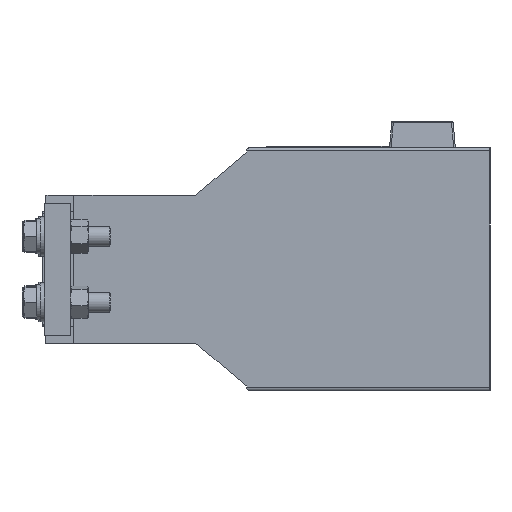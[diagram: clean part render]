
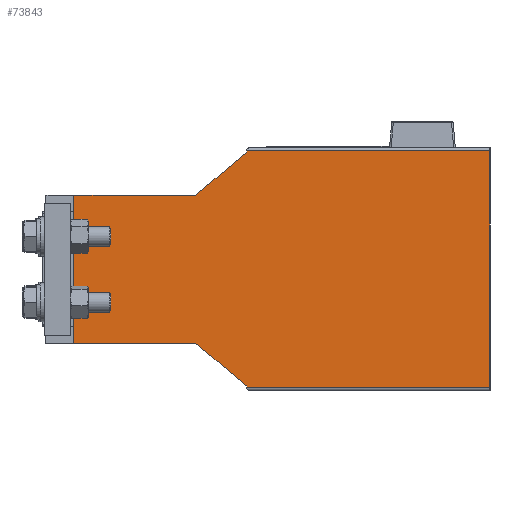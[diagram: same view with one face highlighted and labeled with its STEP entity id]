
A CAD part, left-side view. The second image highlights one B-rep face of the part: STEP entity #73843.
In plain terms, the highlighted planar face has unit normal (-1, 0, 0).
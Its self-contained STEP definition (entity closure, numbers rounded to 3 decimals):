
#1506 = ORIENTED_EDGE ( 'NONE', *, *, #168247, .F. ) ;
#2443 = VERTEX_POINT ( 'NONE', #46093 ) ;
#3559 = CARTESIAN_POINT ( 'NONE',  ( -131., 0., 74. ) ) ;
#4257 = ORIENTED_EDGE ( 'NONE', *, *, #14870, .T. ) ;
#5452 = VECTOR ( 'NONE', #64135, 1000. ) ;
#5667 = DIRECTION ( 'NONE',  ( 0., 0., 1. ) ) ;
#11566 = CARTESIAN_POINT ( 'NONE',  ( -131., 148., -71. ) ) ;
#12385 = ORIENTED_EDGE ( 'NONE', *, *, #123152, .T. ) ;
#13177 = CARTESIAN_POINT ( 'NONE',  ( -131., 148., -71. ) ) ;
#14289 = VERTEX_POINT ( 'NONE', #139068 ) ;
#14870 = EDGE_CURVE ( 'NONE', #2443, #53163, #43637, .T. ) ;
#19236 = DIRECTION ( 'NONE',  ( 0., 0., -1. ) ) ;
#21251 = LINE ( 'NONE', #39748, #67511 ) ;
#22641 = CARTESIAN_POINT ( 'NONE',  ( -131., 145.867, 71.867 ) ) ;
#25673 = DIRECTION ( 'NONE',  ( 0., 0., 1. ) ) ;
#25674 = EDGE_CURVE ( 'NONE', #155463, #64468, #129670, .T. ) ;
#29714 = ORIENTED_EDGE ( 'NONE', *, *, #198439, .F. ) ;
#32702 = EDGE_CURVE ( 'NONE', #195530, #53163, #21251, .T. ) ;
#37749 = VERTEX_POINT ( 'NONE', #170856 ) ;
#38166 = DIRECTION ( 'NONE',  ( 0., 0., 1. ) ) ;
#39748 = CARTESIAN_POINT ( 'NONE',  ( -131., 270., -45. ) ) ;
#43637 = LINE ( 'NONE', #76833, #85188 ) ;
#46093 = CARTESIAN_POINT ( 'NONE',  ( -131., 253., 45. ) ) ;
#46923 = AXIS2_PLACEMENT_3D ( 'NONE', #22641, #131455, #38166 ) ;
#51604 = CARTESIAN_POINT ( 'NONE',  ( -131., 253., -45. ) ) ;
#53163 = VERTEX_POINT ( 'NONE', #51604 ) ;
#55543 = CARTESIAN_POINT ( 'NONE',  ( -131., 148., -71.867 ) ) ;
#59262 = CARTESIAN_POINT ( 'NONE',  ( -131., 148., 71. ) ) ;
#60154 = CARTESIAN_POINT ( 'NONE',  ( -131., 270., 45. ) ) ;
#60865 = DIRECTION ( 'NONE',  ( 1., 0., 0. ) ) ;
#63524 = LINE ( 'NONE', #67662, #141400 ) ;
#64135 = DIRECTION ( 'NONE',  ( 0., -0.766, 0.643 ) ) ;
#64468 = VERTEX_POINT ( 'NONE', #59262 ) ;
#65504 = VERTEX_POINT ( 'NONE', #13177 ) ;
#66315 = CARTESIAN_POINT ( 'NONE',  ( -131., 145.867, 71.867 ) ) ;
#67511 = VECTOR ( 'NONE', #164414, 1000. ) ;
#67662 = CARTESIAN_POINT ( 'NONE',  ( -131., 148., 71.867 ) ) ;
#68845 = EDGE_LOOP ( 'NONE', ( #12385, #196561, #29714, #86690, #1506, #128793, #181106, #4257, #75128, #128737, #128861, #110730 ) ) ;
#69827 = EDGE_CURVE ( 'NONE', #2443, #155463, #104328, .T. ) ;
#70389 = VERTEX_POINT ( 'NONE', #158761 ) ;
#73019 = CARTESIAN_POINT ( 'NONE',  ( -131., 169., -72. ) ) ;
#73408 = VECTOR ( 'NONE', #135613, 1000. ) ;
#73843 = ADVANCED_FACE ( 'NONE', ( #74933 ), #159550, .T. ) ;
#74196 = DIRECTION ( 'NONE',  ( 0., 0.766, 0.643 ) ) ;
#74479 = EDGE_CURVE ( 'NONE', #135548, #139137, #152449, .T. ) ;
#74933 = FACE_OUTER_BOUND ( 'NONE', #68845, .T. ) ;
#75128 = ORIENTED_EDGE ( 'NONE', *, *, #32702, .F. ) ;
#76833 = CARTESIAN_POINT ( 'NONE',  ( -131., 253., 71.867 ) ) ;
#81913 = DIRECTION ( 'NONE',  ( -1., 0., 0. ) ) ;
#82569 = EDGE_CURVE ( 'NONE', #37749, #142560, #172041, .T. ) ;
#85188 = VECTOR ( 'NONE', #170179, 1000. ) ;
#86690 = ORIENTED_EDGE ( 'NONE', *, *, #74479, .F. ) ;
#90121 = CARTESIAN_POINT ( 'NONE',  ( -131., 178.986, -45. ) ) ;
#98210 = EDGE_CURVE ( 'NONE', #14289, #70389, #180038, .T. ) ;
#104328 = LINE ( 'NONE', #60154, #187201 ) ;
#110730 = ORIENTED_EDGE ( 'NONE', *, *, #82569, .F. ) ;
#116899 = EDGE_CURVE ( 'NONE', #142560, #65504, #123597, .T. ) ;
#117446 = CARTESIAN_POINT ( 'NONE',  ( -131., 178.986, 45. ) ) ;
#119666 = LINE ( 'NONE', #73019, #73408 ) ;
#122727 = DIRECTION ( 'NONE',  ( 0., -1., 0. ) ) ;
#123152 = EDGE_CURVE ( 'NONE', #37749, #70389, #119666, .T. ) ;
#123597 = LINE ( 'NONE', #55543, #160183 ) ;
#128639 = VECTOR ( 'NONE', #74196, 1000. ) ;
#128737 = ORIENTED_EDGE ( 'NONE', *, *, #179869, .F. ) ;
#128793 = ORIENTED_EDGE ( 'NONE', *, *, #25674, .F. ) ;
#128861 = ORIENTED_EDGE ( 'NONE', *, *, #116899, .F. ) ;
#129670 = LINE ( 'NONE', #141684, #5452 ) ;
#131455 = DIRECTION ( 'NONE',  ( 1., 0., 0. ) ) ;
#131623 = DIRECTION ( 'NONE',  ( 0., -1., 0. ) ) ;
#135548 = VERTEX_POINT ( 'NONE', #194640 ) ;
#135613 = DIRECTION ( 'NONE',  ( 0., -1., 0. ) ) ;
#138521 = VECTOR ( 'NONE', #19236, 1000. ) ;
#139068 = CARTESIAN_POINT ( 'NONE',  ( -131., 0., 72. ) ) ;
#139137 = VERTEX_POINT ( 'NONE', #145932 ) ;
#141400 = VECTOR ( 'NONE', #5667, 1000. ) ;
#141684 = CARTESIAN_POINT ( 'NONE',  ( -131., 148., 71. ) ) ;
#142560 = VERTEX_POINT ( 'NONE', #144978 ) ;
#144978 = CARTESIAN_POINT ( 'NONE',  ( -131., 148., -71.867 ) ) ;
#145932 = CARTESIAN_POINT ( 'NONE',  ( -131., 147.996, 72. ) ) ;
#152449 = CIRCLE ( 'NONE', #46923, 2.133 ) ;
#154081 = CARTESIAN_POINT ( 'NONE',  ( -131., 145.867, -71.867 ) ) ;
#155463 = VERTEX_POINT ( 'NONE', #117446 ) ;
#158761 = CARTESIAN_POINT ( 'NONE',  ( -131., 0., -72. ) ) ;
#159550 = PLANE ( 'NONE',  #198246 ) ;
#160183 = VECTOR ( 'NONE', #25673, 1000. ) ;
#160662 = AXIS2_PLACEMENT_3D ( 'NONE', #154081, #60865, #169814 ) ;
#162991 = CARTESIAN_POINT ( 'NONE',  ( -131., 169., 72. ) ) ;
#164414 = DIRECTION ( 'NONE',  ( 0., 1., 0. ) ) ;
#168247 = EDGE_CURVE ( 'NONE', #64468, #135548, #63524, .T. ) ;
#169814 = DIRECTION ( 'NONE',  ( 0., 0., -1. ) ) ;
#170179 = DIRECTION ( 'NONE',  ( 0., 0., -1. ) ) ;
#170856 = CARTESIAN_POINT ( 'NONE',  ( -131., 147.996, -72. ) ) ;
#172041 = CIRCLE ( 'NONE', #160662, 2.133 ) ;
#175058 = LINE ( 'NONE', #11566, #128639 ) ;
#179869 = EDGE_CURVE ( 'NONE', #65504, #195530, #175058, .T. ) ;
#180038 = LINE ( 'NONE', #3559, #138521 ) ;
#180852 = VECTOR ( 'NONE', #131623, 1000. ) ;
#181106 = ORIENTED_EDGE ( 'NONE', *, *, #69827, .F. ) ;
#185770 = LINE ( 'NONE', #162991, #180852 ) ;
#187201 = VECTOR ( 'NONE', #122727, 1000. ) ;
#190962 = DIRECTION ( 'NONE',  ( 0., 0., 1. ) ) ;
#194640 = CARTESIAN_POINT ( 'NONE',  ( -131., 148., 71.867 ) ) ;
#195530 = VERTEX_POINT ( 'NONE', #90121 ) ;
#196561 = ORIENTED_EDGE ( 'NONE', *, *, #98210, .F. ) ;
#198246 = AXIS2_PLACEMENT_3D ( 'NONE', #66315, #81913, #190962 ) ;
#198439 = EDGE_CURVE ( 'NONE', #139137, #14289, #185770, .T. ) ;
